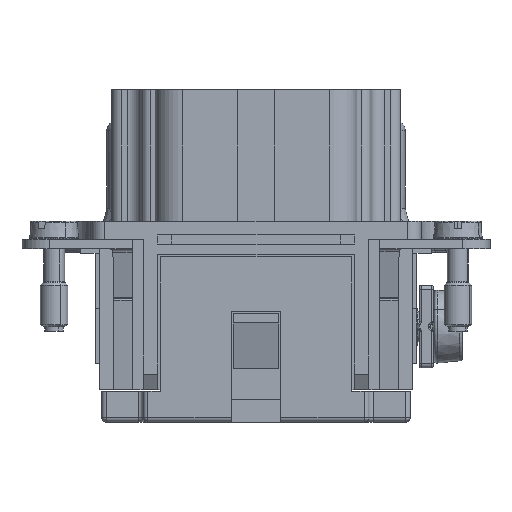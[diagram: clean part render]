
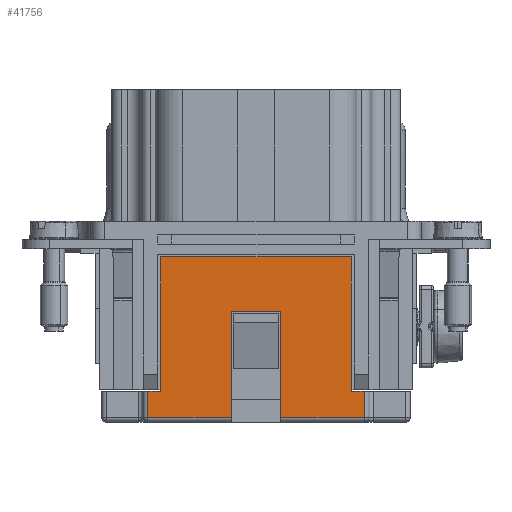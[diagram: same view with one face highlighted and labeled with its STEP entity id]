
A CAD part, left-side view. The second image highlights one B-rep face of the part: STEP entity #41756.
In plain terms, the highlighted planar face has unit normal (-1, 0, 0).
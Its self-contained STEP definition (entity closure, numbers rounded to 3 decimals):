
#41735=AXIS2_PLACEMENT_3D('Plane Axis2P3D',#41732,#41733,#41734) ;
#37777=CARTESIAN_POINT('Vertex',(0.9,15.1,18.)) ;
#37780=CARTESIAN_POINT('Line Origine',(0.9,15.1,10.675)) ;
#37784=CARTESIAN_POINT('Vertex',(0.9,15.1,3.35)) ;
#37815=CARTESIAN_POINT('Vertex',(0.9,35.9,18.)) ;
#37818=CARTESIAN_POINT('Line Origine',(0.9,25.5,18.)) ;
#37835=CARTESIAN_POINT('Line Origine',(0.9,35.9,10.675)) ;
#37839=CARTESIAN_POINT('Vertex',(0.9,35.9,3.35)) ;
#37872=CARTESIAN_POINT('Vertex',(0.9,28.2,12.)) ;
#37886=CARTESIAN_POINT('Vertex',(0.9,22.8,12.)) ;
#37889=CARTESIAN_POINT('Line Origine',(0.9,25.5,12.)) ;
#40581=CARTESIAN_POINT('Vertex',(0.9,37.3,3.35)) ;
#40584=CARTESIAN_POINT('Line Origine',(0.9,36.6,3.35)) ;
#40758=CARTESIAN_POINT('Line Origine',(0.9,14.4,3.35)) ;
#40762=CARTESIAN_POINT('Vertex',(0.9,13.7,3.35)) ;
#40851=CARTESIAN_POINT('Vertex',(0.9,22.8,0.5)) ;
#40856=CARTESIAN_POINT('Line Origine',(0.9,22.8,6.25)) ;
#40888=CARTESIAN_POINT('Line Origine',(0.9,13.7,9.)) ;
#40892=CARTESIAN_POINT('Vertex',(0.9,13.7,0.5)) ;
#41149=CARTESIAN_POINT('Line Origine',(0.9,25.5,0.5)) ;
#41562=CARTESIAN_POINT('Vertex',(0.9,28.2,0.5)) ;
#41570=CARTESIAN_POINT('Line Origine',(0.9,28.2,6.25)) ;
#41590=CARTESIAN_POINT('Line Origine',(0.9,37.3,9.)) ;
#41594=CARTESIAN_POINT('Vertex',(0.9,37.3,0.5)) ;
#41732=CARTESIAN_POINT('Axis2P3D Location',(0.9,25.5,18.3)) ;
#41737=CARTESIAN_POINT('Line Origine',(0.9,32.75,0.5)) ;
#37781=DIRECTION('Vector Direction',(0.,0.,1.)) ;
#37819=DIRECTION('Vector Direction',(0.,1.,0.)) ;
#37836=DIRECTION('Vector Direction',(0.,0.,-1.)) ;
#37890=DIRECTION('Vector Direction',(0.,-1.,0.)) ;
#40585=DIRECTION('Vector Direction',(0.,-1.,0.)) ;
#40759=DIRECTION('Vector Direction',(0.,-1.,0.)) ;
#40857=DIRECTION('Vector Direction',(0.,0.,1.)) ;
#40889=DIRECTION('Vector Direction',(0.,0.,-1.)) ;
#41150=DIRECTION('Vector Direction',(0.,-1.,0.)) ;
#41571=DIRECTION('Vector Direction',(0.,0.,-1.)) ;
#41591=DIRECTION('Vector Direction',(0.,0.,-1.)) ;
#41733=DIRECTION('Axis2P3D Direction',(-1.,0.,0.)) ;
#41734=DIRECTION('Axis2P3D XDirection',(0.,-1.,0.)) ;
#41738=DIRECTION('Vector Direction',(0.,-1.,0.)) ;
#37782=VECTOR('Line Direction',#37781,1.) ;
#37820=VECTOR('Line Direction',#37819,1.) ;
#37837=VECTOR('Line Direction',#37836,1.) ;
#37891=VECTOR('Line Direction',#37890,1.) ;
#40586=VECTOR('Line Direction',#40585,1.) ;
#40760=VECTOR('Line Direction',#40759,1.) ;
#40858=VECTOR('Line Direction',#40857,1.) ;
#40890=VECTOR('Line Direction',#40889,1.) ;
#41151=VECTOR('Line Direction',#41150,1.) ;
#41572=VECTOR('Line Direction',#41571,1.) ;
#41592=VECTOR('Line Direction',#41591,1.) ;
#41739=VECTOR('Line Direction',#41738,1.) ;
#41743=ORIENTED_EDGE('',*,*,#41574,.T.) ;
#41744=ORIENTED_EDGE('',*,*,#37893,.T.) ;
#41745=ORIENTED_EDGE('',*,*,#40860,.T.) ;
#41746=ORIENTED_EDGE('',*,*,#41153,.F.) ;
#41747=ORIENTED_EDGE('',*,*,#40894,.T.) ;
#41748=ORIENTED_EDGE('',*,*,#40764,.F.) ;
#41749=ORIENTED_EDGE('',*,*,#37786,.T.) ;
#41750=ORIENTED_EDGE('',*,*,#37822,.T.) ;
#41751=ORIENTED_EDGE('',*,*,#37841,.T.) ;
#41752=ORIENTED_EDGE('',*,*,#40588,.F.) ;
#41753=ORIENTED_EDGE('',*,*,#41596,.F.) ;
#41754=ORIENTED_EDGE('',*,*,#41741,.F.) ;
#41756=ADVANCED_FACE('Hauptk\X2\00F6\X0\rper',(#41755),#41736,.T.) ;
#37786=EDGE_CURVE('',#37785,#37778,#37783,.T.) ;
#37822=EDGE_CURVE('',#37778,#37816,#37821,.T.) ;
#37841=EDGE_CURVE('',#37816,#37840,#37838,.T.) ;
#37893=EDGE_CURVE('',#37873,#37887,#37892,.T.) ;
#40588=EDGE_CURVE('',#40582,#37840,#40587,.T.) ;
#40764=EDGE_CURVE('',#37785,#40763,#40761,.T.) ;
#40860=EDGE_CURVE('',#37887,#40852,#40859,.F.) ;
#40894=EDGE_CURVE('',#40893,#40763,#40891,.F.) ;
#41153=EDGE_CURVE('',#40893,#40852,#41152,.F.) ;
#41574=EDGE_CURVE('',#41563,#37873,#41573,.F.) ;
#41596=EDGE_CURVE('',#41595,#40582,#41593,.F.) ;
#41741=EDGE_CURVE('',#41563,#41595,#41740,.F.) ;
#41742=EDGE_LOOP('',(#41743,#41744,#41745,#41746,#41747,#41748,#41749,#41750,#41751,#41752,#41753,#41754)) ;
#41755=FACE_OUTER_BOUND('',#41742,.T.) ;
#37783=LINE('Line',#37780,#37782) ;
#37821=LINE('Line',#37818,#37820) ;
#37838=LINE('Line',#37835,#37837) ;
#37892=LINE('Line',#37889,#37891) ;
#40587=LINE('Line',#40584,#40586) ;
#40761=LINE('Line',#40758,#40760) ;
#40859=LINE('Line',#40856,#40858) ;
#40891=LINE('Line',#40888,#40890) ;
#41152=LINE('Line',#41149,#41151) ;
#41573=LINE('Line',#41570,#41572) ;
#41593=LINE('Line',#41590,#41592) ;
#41740=LINE('Line',#41737,#41739) ;
#41736=PLANE('',#41735) ;
#37778=VERTEX_POINT('',#37777) ;
#37785=VERTEX_POINT('',#37784) ;
#37816=VERTEX_POINT('',#37815) ;
#37840=VERTEX_POINT('',#37839) ;
#37873=VERTEX_POINT('',#37872) ;
#37887=VERTEX_POINT('',#37886) ;
#40582=VERTEX_POINT('',#40581) ;
#40763=VERTEX_POINT('',#40762) ;
#40852=VERTEX_POINT('',#40851) ;
#40893=VERTEX_POINT('',#40892) ;
#41563=VERTEX_POINT('',#41562) ;
#41595=VERTEX_POINT('',#41594) ;
